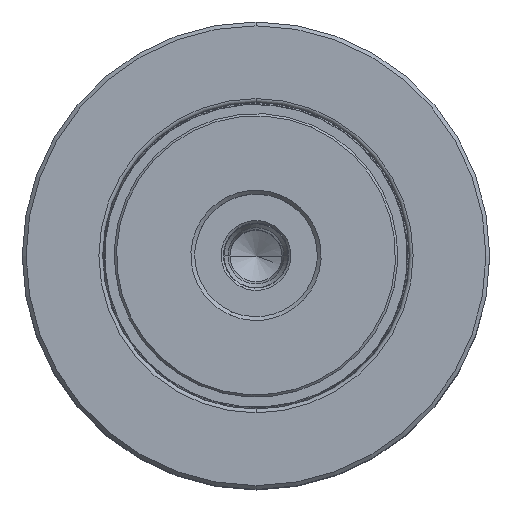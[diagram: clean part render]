
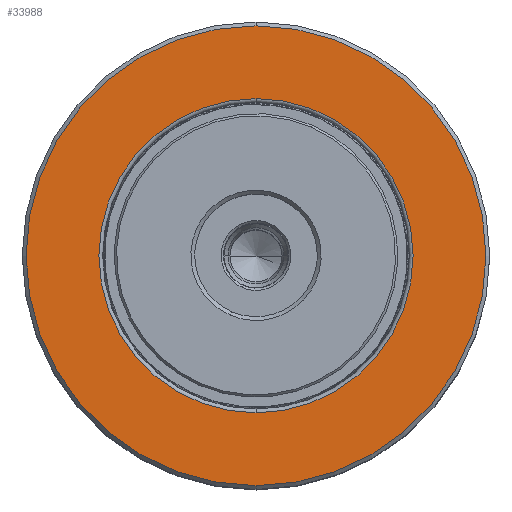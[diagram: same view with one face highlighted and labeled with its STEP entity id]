
A CAD part, top view. The second image highlights one B-rep face of the part: STEP entity #33988.
In plain terms, the highlighted face is planar.
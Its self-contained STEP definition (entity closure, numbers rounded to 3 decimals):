
#676 = EDGE_CURVE ( 'NONE', #33853, #48128, #37989, .T. ) ;
#1441 = DIRECTION ( 'NONE',  ( 0., -1., 0. ) ) ;
#3083 = ORIENTED_EDGE ( 'NONE', *, *, #676, .F. ) ;
#3594 = PLANE ( 'NONE',  #42174 ) ;
#3656 = ORIENTED_EDGE ( 'NONE', *, *, #44748, .T. ) ;
#5000 = CARTESIAN_POINT ( 'NONE',  ( 0., 33.687, -20.5 ) ) ;
#8203 = DIRECTION ( 'NONE',  ( 0., 1., 0. ) ) ;
#9730 = FACE_OUTER_BOUND ( 'NONE', #12465, .T. ) ;
#10565 = DIRECTION ( 'NONE',  ( 0., -1., 0. ) ) ;
#10596 = DIRECTION ( 'NONE',  ( 0., 0., -1. ) ) ;
#11120 = CARTESIAN_POINT ( 'NONE',  ( 0., 33.687, -30. ) ) ;
#12465 = EDGE_LOOP ( 'NONE', ( #3083, #14157 ) ) ;
#13320 = EDGE_LOOP ( 'NONE', ( #25691, #3656 ) ) ;
#14157 = ORIENTED_EDGE ( 'NONE', *, *, #45732, .F. ) ;
#17637 = VERTEX_POINT ( 'NONE', #26498 ) ;
#19422 = DIRECTION ( 'NONE',  ( 0., 0., -1. ) ) ;
#20844 = CIRCLE ( 'NONE', #43900, 20.5 ) ;
#22722 = CARTESIAN_POINT ( 'NONE',  ( 30., 33.687, 0. ) ) ;
#24166 = EDGE_CURVE ( 'NONE', #37513, #17637, #20844, .T. ) ;
#25691 = ORIENTED_EDGE ( 'NONE', *, *, #24166, .T. ) ;
#26498 = CARTESIAN_POINT ( 'NONE',  ( 0., 33.687, 20.5 ) ) ;
#29604 = AXIS2_PLACEMENT_3D ( 'NONE', #44213, #10565, #53409 ) ;
#32169 = DIRECTION ( 'NONE',  ( 0., 0., -1. ) ) ;
#32783 = FACE_BOUND ( 'NONE', #13320, .T. ) ;
#33732 = CARTESIAN_POINT ( 'NONE',  ( 0., 33.687, 0. ) ) ;
#33853 = VERTEX_POINT ( 'NONE', #11120 ) ;
#33988 = ADVANCED_FACE ( 'NONE', ( #32783, #9730 ), #3594, .T. ) ;
#36530 = DIRECTION ( 'NONE',  ( 0., -1., 0. ) ) ;
#36800 = AXIS2_PLACEMENT_3D ( 'NONE', #44056, #1441, #10596 ) ;
#37060 = CARTESIAN_POINT ( 'NONE',  ( 0., 33.687, 30. ) ) ;
#37513 = VERTEX_POINT ( 'NONE', #5000 ) ;
#37989 = CIRCLE ( 'NONE', #29604, 30. ) ;
#42174 = AXIS2_PLACEMENT_3D ( 'NONE', #22722, #8203, #46216 ) ;
#43900 = AXIS2_PLACEMENT_3D ( 'NONE', #33732, #47911, #19422 ) ;
#44056 = CARTESIAN_POINT ( 'NONE',  ( 0., 33.687, 0. ) ) ;
#44213 = CARTESIAN_POINT ( 'NONE',  ( 0., 33.687, 0. ) ) ;
#44748 = EDGE_CURVE ( 'NONE', #17637, #37513, #55524, .T. ) ;
#45557 = AXIS2_PLACEMENT_3D ( 'NONE', #45893, #36530, #32169 ) ;
#45732 = EDGE_CURVE ( 'NONE', #48128, #33853, #58514, .T. ) ;
#45893 = CARTESIAN_POINT ( 'NONE',  ( 0., 33.687, 0. ) ) ;
#46216 = DIRECTION ( 'NONE',  ( 0., 0., 1. ) ) ;
#47911 = DIRECTION ( 'NONE',  ( 0., -1., 0. ) ) ;
#48128 = VERTEX_POINT ( 'NONE', #37060 ) ;
#53409 = DIRECTION ( 'NONE',  ( 0., 0., -1. ) ) ;
#55524 = CIRCLE ( 'NONE', #36800, 20.5 ) ;
#58514 = CIRCLE ( 'NONE', #45557, 30. ) ;
